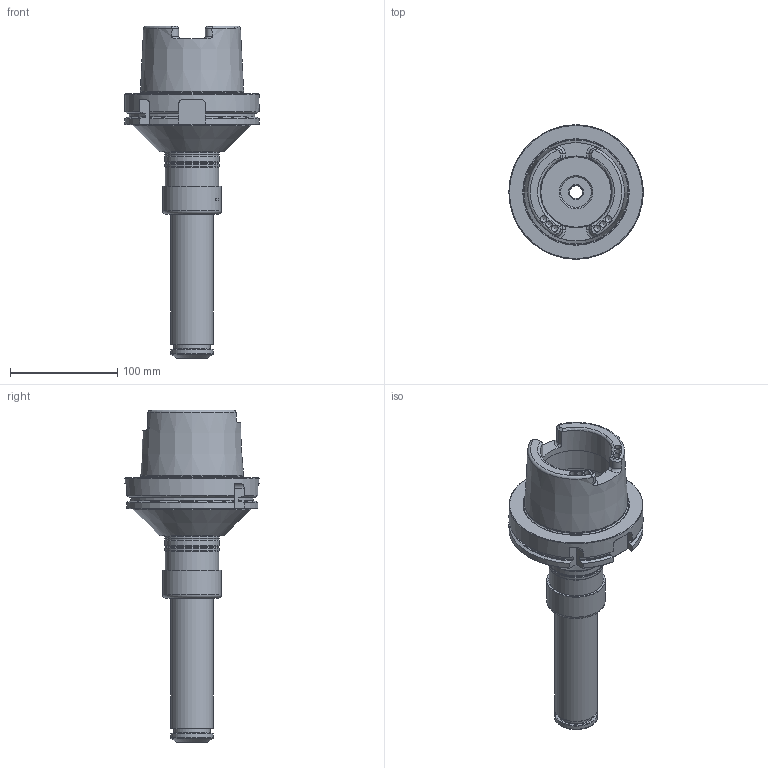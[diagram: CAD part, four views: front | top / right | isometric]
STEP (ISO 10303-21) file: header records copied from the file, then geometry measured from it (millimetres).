
FILE_DESCRIPTION(/* description */ (''),/* implementation_level */ '2;1');
FILE_NAME(/* name */ '889576080.stp',/* time_stamp */ '2023-03-15T12:31:07',/* author */ ('Ratnasingam Jekanthan'),/* organization */ ('REGO-FIX'),/* preprocessor_version */ ' Unknown',/* originating_system */ 'SIEMENS PLM Software Solid Edge ST10',/* authorization */ 'Unknown');
FILE_SCHEMA (('AUTOMOTIVE_DESIGN { 1 0 10303 214 2 1 1}'));
Length unit declared in the file: millimetre
Products named in the file (1): NOCUT
Bounding box: 125 x 125 x 309 mm (x, y, z)
Volume: 794524.6 mm3; surface area: 129601.1 mm2
Topology: 1 solids, 2 shells, 216 faces, 522 edges, 326 vertices
Faces by surface type: cylinder 61, plane 57, cone 56, torus 42
Full cylindrical faces by diameter (mm): 6 x6, 8.9 x1, 10 x1, 12 x1, 14 x2, 25 x1, 28.376 x1, 30.5 x1, 31 x1, 31.6 x1, 33 x1, 34 x1, 40 x2, 40.2 x1, 42 x1, 45 x1, 48.376 x2, 50 x1, 50.05 x1, 50.5 x4, 51.3 x1, 54.8 x1, 67 x2, 80 x1, 95.509 x1, 109.4 x1, 125 x1
Entity records: 7141 total; most frequent: CARTESIAN_POINT 1213, DIRECTION 946, ORIENTED_EDGE 742, AXIS2_PLACEMENT_3D 424, EDGE_CURVE 371, FACE_BOUND 353, EDGE_LOOP 347, VERTEX_POINT 292
